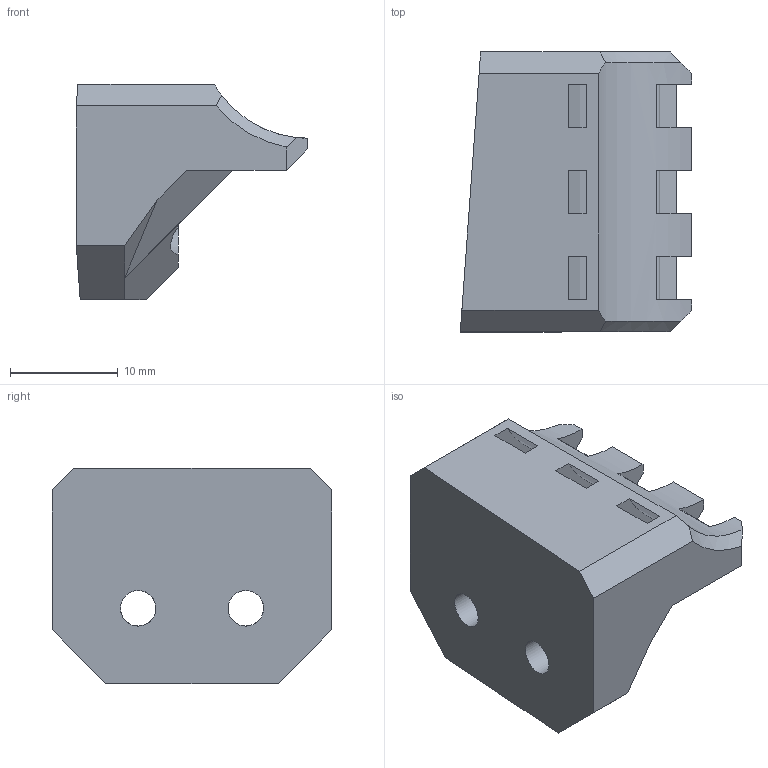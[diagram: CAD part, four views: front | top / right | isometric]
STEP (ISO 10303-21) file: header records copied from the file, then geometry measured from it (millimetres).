
FILE_DESCRIPTION(/* description */ ('STEP AP214'),/* implementation_level */ '2;1');
FILE_NAME(/* name */ '603a46d083511015a261ef6c',/* time_stamp */ '2021-02-27T13:19:14+00:00',/* author */ (''),/* organization */ (''),/* preprocessor_version */ 'ST-DEVELOPER v18.1',/* originating_system */ ' ',/* authorisation */ ' ');
FILE_SCHEMA (('AUTOMOTIVE_DESIGN {1 0 10303 214 3 1 1}'));
Length unit declared in the file: metre
Products named in the file (1): bed_cable_relief
Bounding box: 21.49 x 26 x 20 mm (x, y, z)
Volume: 5289.7 mm3; surface area: 2671 mm2
Topology: 1 solids, 1 shells, 52 faces, 155 edges, 102 vertices
Faces by surface type: plane 36, cylinder 14, cone 2
Full cylindrical faces by diameter (mm): 3.3 x2, 5.6 x2
Entity records: 1751 total; most frequent: CARTESIAN_POINT 310, DIRECTION 295, ORIENTED_EDGE 294, EDGE_CURVE 147, AXIS2_PLACEMENT_3D 99, VERTEX_POINT 98, LINE 97, VECTOR 97
